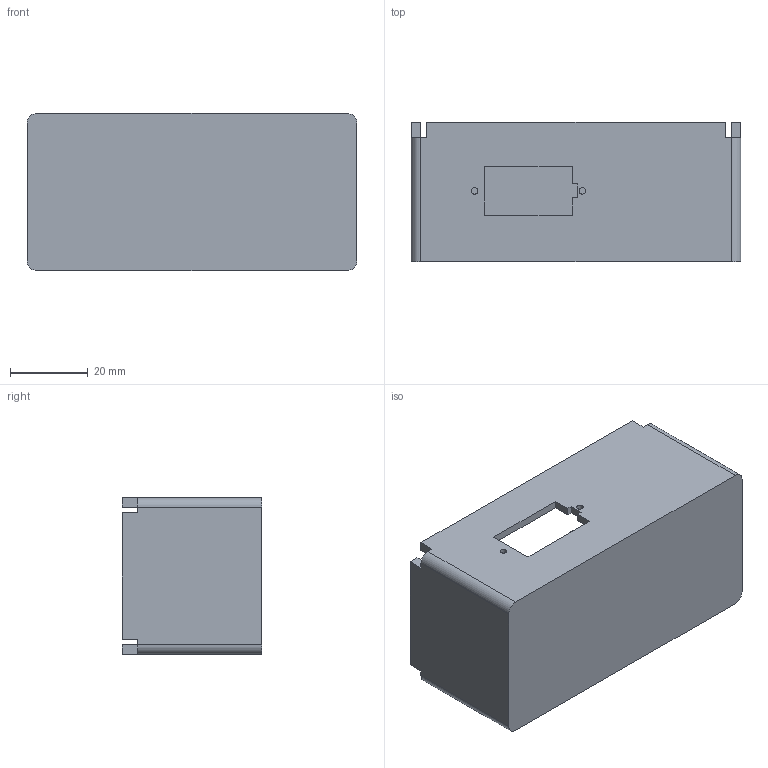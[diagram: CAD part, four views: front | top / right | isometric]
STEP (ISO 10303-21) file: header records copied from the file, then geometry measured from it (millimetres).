
FILE_DESCRIPTION(/* description */ (''),/* implementation_level */ '2;1');
FILE_NAME(/* name */ '外壳.stp',/* time_stamp */ '2022-08-24T22:11:02+08:00',/* author */ ('Shane'),/* organization */ (''),/* preprocessor_version */ 'ST-DEVELOPER v18.1',/* originating_system */ 'Autodesk Inventor 2022',/* authorisation */ '');
FILE_SCHEMA (('AUTOMOTIVE_DESIGN { 1 0 10303 214 3 1 1 }'));
Length unit declared in the file: millimetre
Products named in the file (1): 外壳
Bounding box: 85 x 36 x 40.5 mm (x, y, z)
Volume: 52887.8 mm3; surface area: 21557.6 mm2
Topology: 1 solids, 1 shells, 59 faces, 156 edges, 104 vertices
Faces by surface type: plane 41, cylinder 18
Full cylindrical faces by diameter (mm): 1.7 x4, 4 x2, 4.5 x2
Entity records: 2108 total; most frequent: CARTESIAN_POINT 385, DIRECTION 354, ORIENTED_EDGE 312, EDGE_CURVE 156, AXIS2_PLACEMENT_3D 121, LINE 112, VECTOR 112, VERTEX_POINT 104
